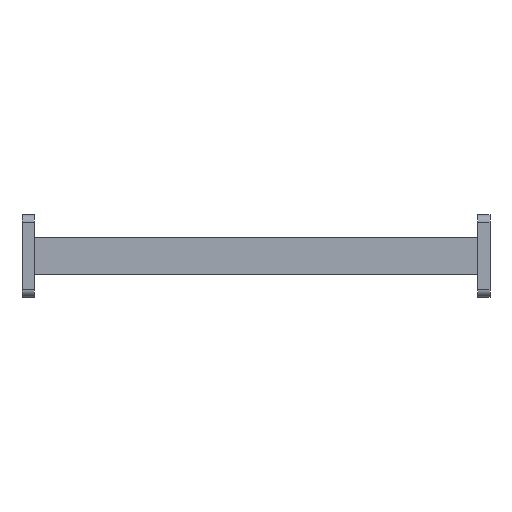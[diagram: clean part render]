
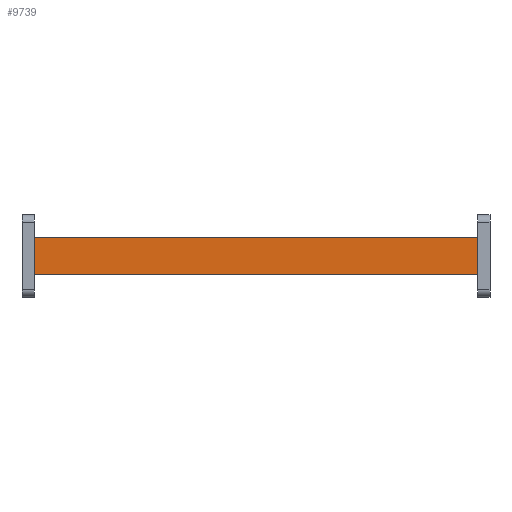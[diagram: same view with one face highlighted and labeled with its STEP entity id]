
A CAD part, front view. The second image highlights one B-rep face of the part: STEP entity #9739.
In plain terms, the highlighted planar face has unit normal (0, -1, 0).
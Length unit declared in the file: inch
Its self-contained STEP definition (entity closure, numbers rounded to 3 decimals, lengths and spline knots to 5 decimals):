
#488 = LINE ( 'NONE', #534, #1433 ) ;
#534 = CARTESIAN_POINT ( 'NONE',  ( 3.54331, -0.1675, 0.295 ) ) ;
#653 = EDGE_CURVE ( 'NONE', #5264, #7919, #7471, .T. ) ;
#845 = CARTESIAN_POINT ( 'NONE',  ( 3.54331, -0.1675, 0.295 ) ) ;
#1244 = FACE_OUTER_BOUND ( 'NONE', #5694, .T. ) ;
#1403 = CARTESIAN_POINT ( 'NONE',  ( 3.54331, -0.1675, -0.295 ) ) ;
#1433 = VECTOR ( 'NONE', #3627, 39.37008 ) ;
#1561 = VECTOR ( 'NONE', #8926, 39.37008 ) ;
#1955 = ORIENTED_EDGE ( 'NONE', *, *, #653, .T. ) ;
#2024 = VECTOR ( 'NONE', #8623, 39.37008 ) ;
#2237 = CARTESIAN_POINT ( 'NONE',  ( -3.54331, -0.1675, 0.295 ) ) ;
#2434 = EDGE_CURVE ( 'NONE', #3416, #2602, #488, .T. ) ;
#2602 = VERTEX_POINT ( 'NONE', #1403 ) ;
#3416 = VERTEX_POINT ( 'NONE', #845 ) ;
#3627 = DIRECTION ( 'NONE',  ( 0., 0., -1. ) ) ;
#4332 = CARTESIAN_POINT ( 'NONE',  ( 3.54331, -0.1675, 0.295 ) ) ;
#4455 = DIRECTION ( 'NONE',  ( 0., 0., -1. ) ) ;
#5264 = VERTEX_POINT ( 'NONE', #8352 ) ;
#5694 = EDGE_LOOP ( 'NONE', ( #1955, #7588, #6037, #9374 ) ) ;
#5829 = CARTESIAN_POINT ( 'NONE',  ( 3.54331, -0.1675, 0.295 ) ) ;
#5929 = AXIS2_PLACEMENT_3D ( 'NONE', #4332, #9904, #7403 ) ;
#6037 = ORIENTED_EDGE ( 'NONE', *, *, #2434, .F. ) ;
#6130 = EDGE_CURVE ( 'NONE', #2602, #7919, #7862, .T. ) ;
#7096 = CARTESIAN_POINT ( 'NONE',  ( 3.54331, -0.1675, -0.295 ) ) ;
#7403 = DIRECTION ( 'NONE',  ( 0., 0., 1. ) ) ;
#7471 = LINE ( 'NONE', #2237, #8031 ) ;
#7554 = PLANE ( 'NONE',  #5929 ) ;
#7588 = ORIENTED_EDGE ( 'NONE', *, *, #6130, .F. ) ;
#7862 = LINE ( 'NONE', #7096, #2024 ) ;
#7919 = VERTEX_POINT ( 'NONE', #8871 ) ;
#8031 = VECTOR ( 'NONE', #4455, 39.37008 ) ;
#8352 = CARTESIAN_POINT ( 'NONE',  ( -3.54331, -0.1675, 0.295 ) ) ;
#8466 = EDGE_CURVE ( 'NONE', #3416, #5264, #9706, .T. ) ;
#8623 = DIRECTION ( 'NONE',  ( -1., 0., 0. ) ) ;
#8871 = CARTESIAN_POINT ( 'NONE',  ( -3.54331, -0.1675, -0.295 ) ) ;
#8926 = DIRECTION ( 'NONE',  ( -1., 0., 0. ) ) ;
#9374 = ORIENTED_EDGE ( 'NONE', *, *, #8466, .T. ) ;
#9706 = LINE ( 'NONE', #5829, #1561 ) ;
#9739 = ADVANCED_FACE ( 'NONE', ( #1244 ), #7554, .F. ) ;
#9904 = DIRECTION ( 'NONE',  ( 0., 1., 0. ) ) ;
